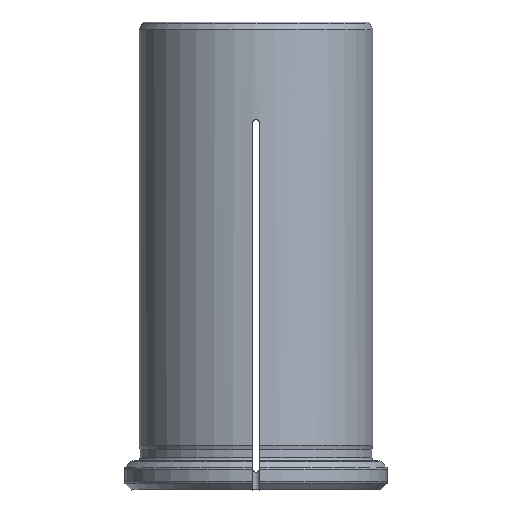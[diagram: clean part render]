
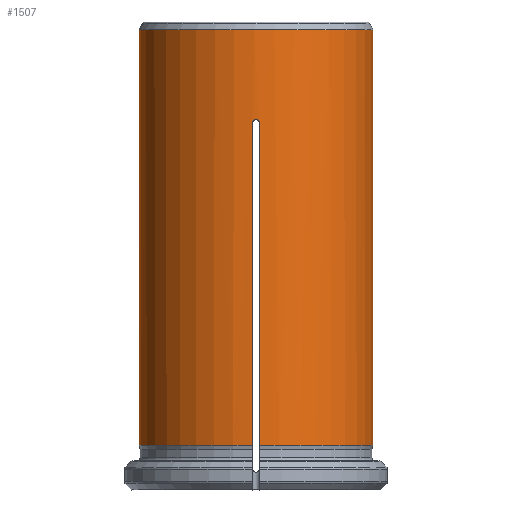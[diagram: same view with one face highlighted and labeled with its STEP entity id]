
A CAD part, front view. The second image highlights one B-rep face of the part: STEP entity #1507.
In plain terms, the highlighted cylindrical face has radius 16 mm (diameter 32 mm), a full revolution.
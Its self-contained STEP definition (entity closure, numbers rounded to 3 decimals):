
#104=B_SPLINE_CURVE_WITH_KNOTS('',3,(#2432,#2433,#2434,#2435,#2436,#2437,
#2438),.UNSPECIFIED.,.F.,.F.,(4,1,1,1,4),(-0.001,0.,
0.,0.,0.001),
 .UNSPECIFIED.);
#105=B_SPLINE_CURVE_WITH_KNOTS('',3,(#2447,#2448,#2449,#2450,#2451,#2452,
#2453),.UNSPECIFIED.,.F.,.F.,(4,1,1,1,4),(-0.001,0.,
0.,0.,0.001),
 .UNSPECIFIED.);
#106=B_SPLINE_CURVE_WITH_KNOTS('',3,(#2461,#2462,#2463,#2464,#2465,#2466,
#2467),.UNSPECIFIED.,.F.,.F.,(4,1,1,1,4),(-0.001,0.,
0.,0.,0.001),
 .UNSPECIFIED.);
#107=B_SPLINE_CURVE_WITH_KNOTS('',3,(#2475,#2476,#2477,#2478,#2479,#2480,
#2481),.UNSPECIFIED.,.F.,.F.,(4,1,1,1,4),(-0.001,0.,
0.,0.,0.001),
 .UNSPECIFIED.);
#198=LINE('',#2441,#270);
#199=LINE('',#2445,#271);
#200=LINE('',#2455,#272);
#201=LINE('',#2459,#273);
#202=LINE('',#2469,#274);
#203=LINE('',#2473,#275);
#204=LINE('',#2483,#276);
#205=LINE('',#2487,#277);
#270=VECTOR('',#1855,1000.);
#271=VECTOR('',#1858,1000.);
#272=VECTOR('',#1859,1000.);
#273=VECTOR('',#1862,1000.);
#274=VECTOR('',#1863,1000.);
#275=VECTOR('',#1866,1000.);
#276=VECTOR('',#1867,1000.);
#277=VECTOR('',#1870,1000.);
#411=ORIENTED_EDGE('',*,*,#889,.F.);
#412=ORIENTED_EDGE('',*,*,#890,.F.);
#413=ORIENTED_EDGE('',*,*,#891,.F.);
#414=ORIENTED_EDGE('',*,*,#892,.F.);
#415=ORIENTED_EDGE('',*,*,#893,.T.);
#416=ORIENTED_EDGE('',*,*,#894,.F.);
#417=ORIENTED_EDGE('',*,*,#895,.F.);
#418=ORIENTED_EDGE('',*,*,#896,.F.);
#419=ORIENTED_EDGE('',*,*,#897,.T.);
#420=ORIENTED_EDGE('',*,*,#898,.F.);
#421=ORIENTED_EDGE('',*,*,#899,.F.);
#422=ORIENTED_EDGE('',*,*,#900,.F.);
#423=ORIENTED_EDGE('',*,*,#901,.T.);
#424=ORIENTED_EDGE('',*,*,#902,.F.);
#425=ORIENTED_EDGE('',*,*,#903,.F.);
#426=ORIENTED_EDGE('',*,*,#904,.F.);
#427=ORIENTED_EDGE('',*,*,#905,.T.);
#889=EDGE_CURVE('',#1121,#1121,#1247,.F.);
#890=EDGE_CURVE('',#1122,#1123,#104,.T.);
#891=EDGE_CURVE('',#1124,#1122,#198,.T.);
#892=EDGE_CURVE('',#1125,#1124,#1248,.F.);
#893=EDGE_CURVE('',#1125,#1126,#199,.T.);
#894=EDGE_CURVE('',#1127,#1126,#105,.T.);
#895=EDGE_CURVE('',#1128,#1127,#200,.T.);
#896=EDGE_CURVE('',#1129,#1128,#1249,.F.);
#897=EDGE_CURVE('',#1129,#1130,#201,.T.);
#898=EDGE_CURVE('',#1131,#1130,#106,.T.);
#899=EDGE_CURVE('',#1132,#1131,#202,.T.);
#900=EDGE_CURVE('',#1133,#1132,#1250,.F.);
#901=EDGE_CURVE('',#1133,#1134,#203,.T.);
#902=EDGE_CURVE('',#1135,#1134,#107,.T.);
#903=EDGE_CURVE('',#1136,#1135,#204,.T.);
#904=EDGE_CURVE('',#1137,#1136,#1251,.F.);
#905=EDGE_CURVE('',#1137,#1123,#205,.T.);
#1121=VERTEX_POINT('',#2431);
#1122=VERTEX_POINT('',#2439);
#1123=VERTEX_POINT('',#2440);
#1124=VERTEX_POINT('',#2442);
#1125=VERTEX_POINT('',#2444);
#1126=VERTEX_POINT('',#2446);
#1127=VERTEX_POINT('',#2454);
#1128=VERTEX_POINT('',#2456);
#1129=VERTEX_POINT('',#2458);
#1130=VERTEX_POINT('',#2460);
#1131=VERTEX_POINT('',#2468);
#1132=VERTEX_POINT('',#2470);
#1133=VERTEX_POINT('',#2472);
#1134=VERTEX_POINT('',#2474);
#1135=VERTEX_POINT('',#2482);
#1136=VERTEX_POINT('',#2484);
#1137=VERTEX_POINT('',#2486);
#1247=CIRCLE('',#1630,16.);
#1248=CIRCLE('',#1631,16.);
#1249=CIRCLE('',#1632,16.);
#1250=CIRCLE('',#1633,16.);
#1251=CIRCLE('',#1634,16.);
#1307=EDGE_LOOP('',(#411));
#1308=EDGE_LOOP('',(#412,#413,#414,#415,#416,#417,#418,#419,#420,#421,#422,
#423,#424,#425,#426,#427));
#1395=FACE_BOUND('',#1307,.T.);
#1396=FACE_BOUND('',#1308,.T.);
#1476=CYLINDRICAL_SURFACE('',#1629,16.);
#1507=ADVANCED_FACE('',(#1395,#1396),#1476,.T.);
#1629=AXIS2_PLACEMENT_3D('',#2429,#1851,#1852);
#1630=AXIS2_PLACEMENT_3D('',#2430,#1853,#1854);
#1631=AXIS2_PLACEMENT_3D('',#2443,#1856,#1857);
#1632=AXIS2_PLACEMENT_3D('',#2457,#1860,#1861);
#1633=AXIS2_PLACEMENT_3D('',#2471,#1864,#1865);
#1634=AXIS2_PLACEMENT_3D('',#2485,#1868,#1869);
#1851=DIRECTION('',(0.,0.,1.));
#1852=DIRECTION('',(1.,0.,0.));
#1853=DIRECTION('',(0.,0.,-1.));
#1854=DIRECTION('',(-1.,0.,0.));
#1855=DIRECTION('',(0.,0.,1.));
#1856=DIRECTION('',(0.,0.,1.));
#1857=DIRECTION('',(1.,0.,0.));
#1858=DIRECTION('',(0.,0.,1.));
#1859=DIRECTION('',(0.,0.,1.));
#1860=DIRECTION('',(0.,0.,1.));
#1861=DIRECTION('',(1.,0.,0.));
#1862=DIRECTION('',(0.,0.,1.));
#1863=DIRECTION('',(0.,0.,1.));
#1864=DIRECTION('',(0.,0.,1.));
#1865=DIRECTION('',(1.,0.,0.));
#1866=DIRECTION('',(0.,0.,1.));
#1867=DIRECTION('',(0.,0.,1.));
#1868=DIRECTION('',(0.,0.,1.));
#1869=DIRECTION('',(1.,0.,0.));
#1870=DIRECTION('',(0.,0.,1.));
#2429=CARTESIAN_POINT('',(0.,0.,60.));
#2430=CARTESIAN_POINT('',(0.,0.,58.973));
#2431=CARTESIAN_POINT('',(-16.,0.,58.973));
#2432=CARTESIAN_POINT('',(0.5,-15.992,46.141));
#2433=CARTESIAN_POINT('',(0.5,-15.992,46.273));
#2434=CARTESIAN_POINT('',(0.392,-15.996,46.532));
#2435=CARTESIAN_POINT('',(0.,-16.002,46.695));
#2436=CARTESIAN_POINT('',(-0.392,-15.996,46.532));
#2437=CARTESIAN_POINT('',(-0.5,-15.992,46.273));
#2438=CARTESIAN_POINT('',(-0.5,-15.992,46.141));
#2439=CARTESIAN_POINT('',(0.5,-15.992,46.141));
#2440=CARTESIAN_POINT('',(-0.5,-15.992,46.141));
#2441=CARTESIAN_POINT('',(0.5,-15.992,60.));
#2442=CARTESIAN_POINT('',(0.5,-15.992,2.127));
#2443=CARTESIAN_POINT('',(0.,0.,2.127));
#2444=CARTESIAN_POINT('',(15.992,-0.5,2.127));
#2445=CARTESIAN_POINT('',(15.992,-0.5,60.));
#2446=CARTESIAN_POINT('',(15.992,-0.5,46.141));
#2447=CARTESIAN_POINT('',(15.992,0.5,46.141));
#2448=CARTESIAN_POINT('',(15.992,0.5,46.273));
#2449=CARTESIAN_POINT('',(15.996,0.392,46.532));
#2450=CARTESIAN_POINT('',(16.002,0.,46.695));
#2451=CARTESIAN_POINT('',(15.996,-0.392,46.532));
#2452=CARTESIAN_POINT('',(15.992,-0.5,46.273));
#2453=CARTESIAN_POINT('',(15.992,-0.5,46.141));
#2454=CARTESIAN_POINT('',(15.992,0.5,46.141));
#2455=CARTESIAN_POINT('',(15.992,0.5,60.));
#2456=CARTESIAN_POINT('',(15.992,0.5,2.127));
#2457=CARTESIAN_POINT('',(0.,0.,2.127));
#2458=CARTESIAN_POINT('',(0.5,15.992,2.127));
#2459=CARTESIAN_POINT('',(0.5,15.992,60.));
#2460=CARTESIAN_POINT('',(0.5,15.992,46.141));
#2461=CARTESIAN_POINT('',(-0.5,15.992,46.141));
#2462=CARTESIAN_POINT('',(-0.5,15.992,46.273));
#2463=CARTESIAN_POINT('',(-0.392,15.996,46.532));
#2464=CARTESIAN_POINT('',(0.,16.002,46.695));
#2465=CARTESIAN_POINT('',(0.392,15.996,46.532));
#2466=CARTESIAN_POINT('',(0.5,15.992,46.273));
#2467=CARTESIAN_POINT('',(0.5,15.992,46.141));
#2468=CARTESIAN_POINT('',(-0.5,15.992,46.141));
#2469=CARTESIAN_POINT('',(-0.5,15.992,60.));
#2470=CARTESIAN_POINT('',(-0.5,15.992,2.127));
#2471=CARTESIAN_POINT('',(0.,0.,2.127));
#2472=CARTESIAN_POINT('',(-15.992,0.5,2.127));
#2473=CARTESIAN_POINT('',(-15.992,0.5,60.));
#2474=CARTESIAN_POINT('',(-15.992,0.5,46.141));
#2475=CARTESIAN_POINT('',(-15.992,-0.5,46.141));
#2476=CARTESIAN_POINT('',(-15.992,-0.5,46.273));
#2477=CARTESIAN_POINT('',(-15.996,-0.392,46.532));
#2478=CARTESIAN_POINT('',(-16.002,0.,46.695));
#2479=CARTESIAN_POINT('',(-15.996,0.392,46.532));
#2480=CARTESIAN_POINT('',(-15.992,0.5,46.273));
#2481=CARTESIAN_POINT('',(-15.992,0.5,46.141));
#2482=CARTESIAN_POINT('',(-15.992,-0.5,46.141));
#2483=CARTESIAN_POINT('',(-15.992,-0.5,60.));
#2484=CARTESIAN_POINT('',(-15.992,-0.5,2.127));
#2485=CARTESIAN_POINT('',(0.,0.,2.127));
#2486=CARTESIAN_POINT('',(-0.5,-15.992,2.127));
#2487=CARTESIAN_POINT('',(-0.5,-15.992,60.));
